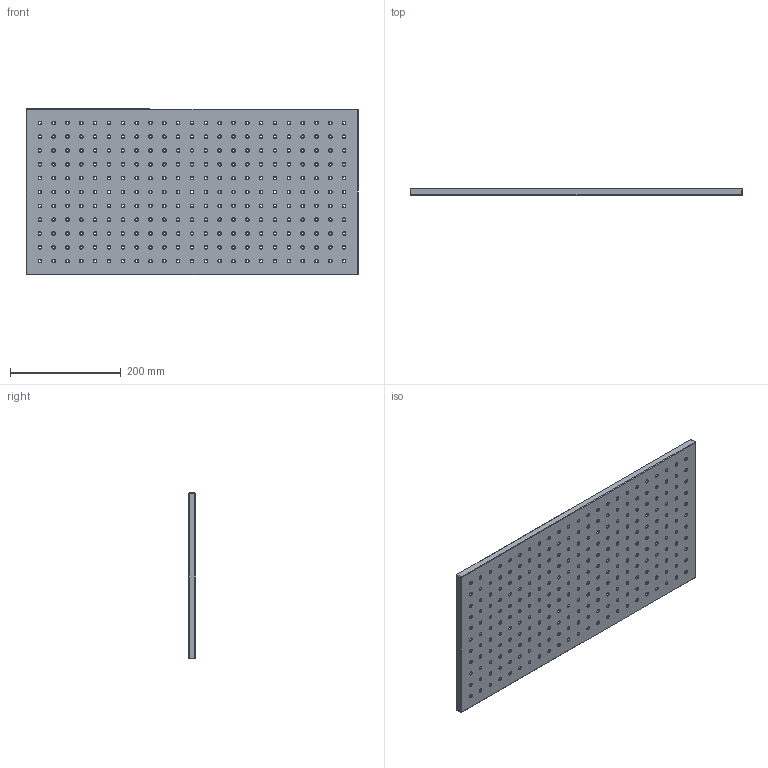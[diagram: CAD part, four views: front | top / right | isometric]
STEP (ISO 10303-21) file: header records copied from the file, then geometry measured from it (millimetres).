
FILE_DESCRIPTION (( 'STEP AP203' ), '1' );
FILE_NAME ('GCM-3019M 三维外形图.STEP', '2017-02-16T05:38:23', ( '' ), ( '' ), 'SwSTEP 2.0', 'SolidWorks 2015', '' );
FILE_SCHEMA (( 'CONFIG_CONTROL_DESIGN' ));
Length unit declared in the file: millimetre
Products named in the file (2): GCM-3019M 三维外形图
Bounding box: 600 x 12.7 x 300 mm (x, y, z)
Volume: 2218276.1 mm3; surface area: 417951 mm2
Topology: 1 solids, 1 shells, 1544 faces, 3590 edges, 2048 vertices
Faces by surface type: cone 1012, cylinder 506, plane 26
Entity records: 44777 total; most frequent: DIRECTION 8706, CARTESIAN_POINT 7184, ORIENTED_EDGE 7180, EDGE_CURVE 3590, AXIS2_PLACEMENT_3D 3570, EDGE_LOOP 2050, VERTEX_POINT 2048, CIRCLE 2024
